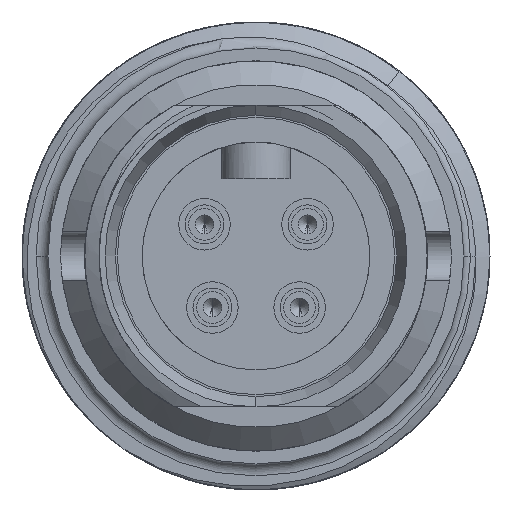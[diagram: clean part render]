
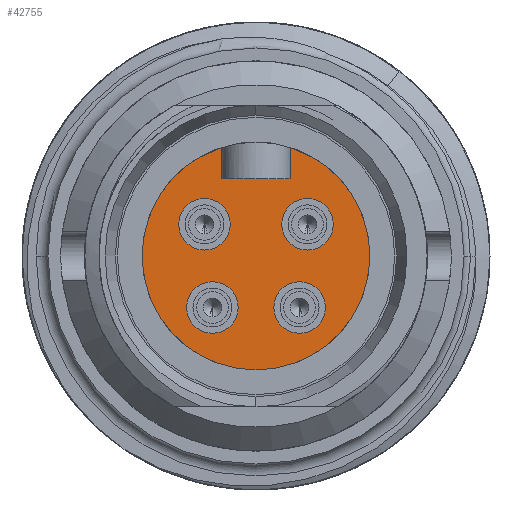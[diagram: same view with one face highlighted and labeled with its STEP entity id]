
A CAD part, front view. The second image highlights one B-rep face of the part: STEP entity #42755.
In plain terms, the highlighted planar face has unit normal (0, -1, 0).
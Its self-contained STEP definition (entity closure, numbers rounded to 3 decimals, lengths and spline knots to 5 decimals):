
#23989=DIRECTION('',(-1.,0.,0.));
#23990=VECTOR('',#23989,0.176);
#23991=CARTESIAN_POINT('',(0.088,-0.862,0.195));
#23992=LINE('',#23991,#23990);
#23993=DIRECTION('',(0.,0.,-1.));
#23994=VECTOR('',#23993,0.0787);
#23995=CARTESIAN_POINT('',(0.088,-0.862,0.2737));
#23996=LINE('',#23995,#23994);
#23997=CARTESIAN_POINT('',(0.,-0.862,0.));
#23998=DIRECTION('',(0.,1.,0.));
#23999=DIRECTION('',(0.306,0.,0.952));
#24000=AXIS2_PLACEMENT_3D('',#23997,#23998,#23999);
#24002=CARTESIAN_POINT('',(0.,-0.862,0.));
#24003=DIRECTION('',(0.,-1.,0.));
#24004=DIRECTION('',(-0.306,0.,0.952));
#24005=AXIS2_PLACEMENT_3D('',#24002,#24003,#24004);
#24007=DIRECTION('',(0.,0.,-1.));
#24008=VECTOR('',#24007,0.0787);
#24009=CARTESIAN_POINT('',(-0.088,-0.862,0.2737));
#24010=LINE('',#24009,#24008);
#24011=CARTESIAN_POINT('',(-0.13,-0.862,0.08));
#24012=DIRECTION('',(0.,-1.,0.));
#24013=DIRECTION('',(1.,0.,0.));
#24014=AXIS2_PLACEMENT_3D('',#24011,#24012,#24013);
#24016=CARTESIAN_POINT('',(-0.13,-0.862,0.08));
#24017=DIRECTION('',(0.,-1.,0.));
#24018=DIRECTION('',(-1.,0.,0.));
#24019=AXIS2_PLACEMENT_3D('',#24016,#24017,#24018);
#24021=CARTESIAN_POINT('',(-0.11,-0.862,-0.13));
#24022=DIRECTION('',(0.,-1.,0.));
#24023=DIRECTION('',(1.,0.,0.));
#24024=AXIS2_PLACEMENT_3D('',#24021,#24022,#24023);
#24026=CARTESIAN_POINT('',(-0.11,-0.862,-0.13));
#24027=DIRECTION('',(0.,-1.,0.));
#24028=DIRECTION('',(-1.,0.,0.));
#24029=AXIS2_PLACEMENT_3D('',#24026,#24027,#24028);
#24031=CARTESIAN_POINT('',(0.11,-0.862,-0.13));
#24032=DIRECTION('',(0.,-1.,0.));
#24033=DIRECTION('',(1.,0.,0.));
#24034=AXIS2_PLACEMENT_3D('',#24031,#24032,#24033);
#24036=CARTESIAN_POINT('',(0.11,-0.862,-0.13));
#24037=DIRECTION('',(0.,-1.,0.));
#24038=DIRECTION('',(-1.,0.,0.));
#24039=AXIS2_PLACEMENT_3D('',#24036,#24037,#24038);
#24041=CARTESIAN_POINT('',(0.13,-0.862,0.08));
#24042=DIRECTION('',(0.,-1.,0.));
#24043=DIRECTION('',(1.,0.,0.));
#24044=AXIS2_PLACEMENT_3D('',#24041,#24042,#24043);
#24046=CARTESIAN_POINT('',(0.13,-0.862,0.08));
#24047=DIRECTION('',(0.,-1.,0.));
#24048=DIRECTION('',(-1.,0.,0.));
#24049=AXIS2_PLACEMENT_3D('',#24046,#24047,#24048);
#25927=CARTESIAN_POINT('',(0.,-0.862,-0.2875));
#25929=VERTEX_POINT('',#25927);
#25940=CARTESIAN_POINT('',(0.088,-0.862,0.2737));
#25941=VERTEX_POINT('',#25940);
#25942=CARTESIAN_POINT('',(0.088,-0.862,0.195));
#25943=CARTESIAN_POINT('',(-0.088,-0.862,0.195));
#25944=VERTEX_POINT('',#25942);
#25945=VERTEX_POINT('',#25943);
#25946=CARTESIAN_POINT('',(-0.088,-0.862,0.2737));
#25947=VERTEX_POINT('',#25946);
#25981=CARTESIAN_POINT('',(-0.065,-0.862,0.08));
#25982=CARTESIAN_POINT('',(-0.195,-0.862,0.08));
#25983=VERTEX_POINT('',#25981);
#25984=VERTEX_POINT('',#25982);
#25985=CARTESIAN_POINT('',(-0.045,-0.862,-0.13));
#25986=CARTESIAN_POINT('',(-0.175,-0.862,-0.13));
#25987=VERTEX_POINT('',#25985);
#25988=VERTEX_POINT('',#25986);
#25989=CARTESIAN_POINT('',(0.175,-0.862,-0.13));
#25990=CARTESIAN_POINT('',(0.045,-0.862,-0.13));
#25991=VERTEX_POINT('',#25989);
#25992=VERTEX_POINT('',#25990);
#25993=CARTESIAN_POINT('',(0.195,-0.862,0.08));
#25994=CARTESIAN_POINT('',(0.065,-0.862,0.08));
#25995=VERTEX_POINT('',#25993);
#25996=VERTEX_POINT('',#25994);
#42716=CARTESIAN_POINT('',(0.,-0.862,0.));
#42717=DIRECTION('',(0.,1.,0.));
#42718=DIRECTION('',(0.,0.,-1.));
#42719=AXIS2_PLACEMENT_3D('',#42716,#42717,#42718);
#42720=PLANE('',#42719);
#42722=ORIENTED_EDGE('',*,*,#42721,.F.);
#42723=ORIENTED_EDGE('',*,*,#42708,.F.);
#42724=ORIENTED_EDGE('',*,*,#42678,.T.);
#42726=ORIENTED_EDGE('',*,*,#42725,.F.);
#42728=ORIENTED_EDGE('',*,*,#42727,.T.);
#42729=EDGE_LOOP('',(#42722,#42723,#42724,#42726,#42728));
#42730=FACE_OUTER_BOUND('',#42729,.F.);
#42732=ORIENTED_EDGE('',*,*,#42731,.T.);
#42734=ORIENTED_EDGE('',*,*,#42733,.T.);
#42735=EDGE_LOOP('',(#42732,#42734));
#42736=FACE_BOUND('',#42735,.F.);
#42738=ORIENTED_EDGE('',*,*,#42737,.T.);
#42740=ORIENTED_EDGE('',*,*,#42739,.T.);
#42741=EDGE_LOOP('',(#42738,#42740));
#42742=FACE_BOUND('',#42741,.F.);
#42744=ORIENTED_EDGE('',*,*,#42743,.T.);
#42746=ORIENTED_EDGE('',*,*,#42745,.T.);
#42747=EDGE_LOOP('',(#42744,#42746));
#42748=FACE_BOUND('',#42747,.F.);
#42750=ORIENTED_EDGE('',*,*,#42749,.T.);
#42752=ORIENTED_EDGE('',*,*,#42751,.T.);
#42753=EDGE_LOOP('',(#42750,#42752));
#42754=FACE_BOUND('',#42753,.F.);
#42755=ADVANCED_FACE('',(#42730,#42736,#42742,#42748,#42754),#42720,.F.);
#24001=CIRCLE('',#24000,0.2875);
#24006=CIRCLE('',#24005,0.2875);
#24015=CIRCLE('',#24014,0.065);
#24020=CIRCLE('',#24019,0.065);
#24025=CIRCLE('',#24024,0.065);
#24030=CIRCLE('',#24029,0.065);
#24035=CIRCLE('',#24034,0.065);
#24040=CIRCLE('',#24039,0.065);
#24045=CIRCLE('',#24044,0.065);
#24050=CIRCLE('',#24049,0.065);
#42678=EDGE_CURVE('',#25941,#25929,#24001,.T.);
#42708=EDGE_CURVE('',#25941,#25944,#23996,.T.);
#42721=EDGE_CURVE('',#25944,#25945,#23992,.T.);
#42725=EDGE_CURVE('',#25947,#25929,#24006,.T.);
#42727=EDGE_CURVE('',#25947,#25945,#24010,.T.);
#42731=EDGE_CURVE('',#25983,#25984,#24015,.T.);
#42733=EDGE_CURVE('',#25984,#25983,#24020,.T.);
#42737=EDGE_CURVE('',#25987,#25988,#24025,.T.);
#42739=EDGE_CURVE('',#25988,#25987,#24030,.T.);
#42743=EDGE_CURVE('',#25991,#25992,#24035,.T.);
#42745=EDGE_CURVE('',#25992,#25991,#24040,.T.);
#42749=EDGE_CURVE('',#25995,#25996,#24045,.T.);
#42751=EDGE_CURVE('',#25996,#25995,#24050,.T.);
